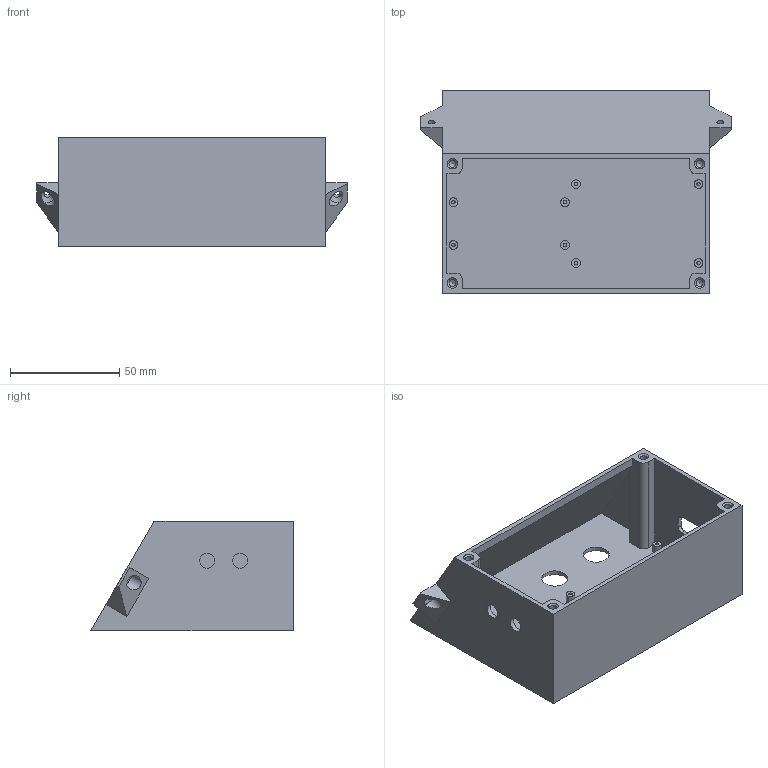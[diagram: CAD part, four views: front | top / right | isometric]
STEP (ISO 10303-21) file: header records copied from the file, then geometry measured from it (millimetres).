
FILE_DESCRIPTION(/* description */ ('STEP AP242','CAx-IF Rec.Pracs.---Representation and Presentation of Product Manufacturing Information (PMI)---4.0---2014-10-13','CAx-IF Rec.Pracs.---3D Tessellated Geometry---0.4---2014-09-14','2;1'),/* implementation_level */ '2;1');
FILE_NAME(/* name */ '686b736e7a9bce062bcce22c',/* time_stamp */ '2025-07-07T07:12:47Z',/* author */ (''),/* organization */ (''),/* preprocessor_version */ 'ST-DEVELOPER v20',/* originating_system */ 'ONSHAPE BY PTC INC, 1.200',/* authorisation */ ' ');
FILE_SCHEMA (('AP242_MANAGED_MODEL_BASED_3D_ENGINEERING_MIM_LF { 1 0 10303 442 1 1 4 }'));
Length unit declared in the file: metre
Products named in the file (1): case
Bounding box: 142 x 92.47 x 50 mm (x, y, z)
Volume: 72246.1 mm3; surface area: 66225.6 mm2
Topology: 1 solids, 1 shells, 99 faces, 240 edges, 160 vertices
Faces by surface type: plane 53, cylinder 36, cone 10
Full cylindrical faces by diameter (mm): 1.5 x8, 3.2 x6, 4 x8, 6.8 x2, 12 x2
Entity records: 2640 total; most frequent: DIRECTION 460, CARTESIAN_POINT 442, ORIENTED_EDGE 372, EDGE_CURVE 186, AXIS2_PLACEMENT_3D 176, FACE_BOUND 170, EDGE_LOOP 166, VERTEX_POINT 146
